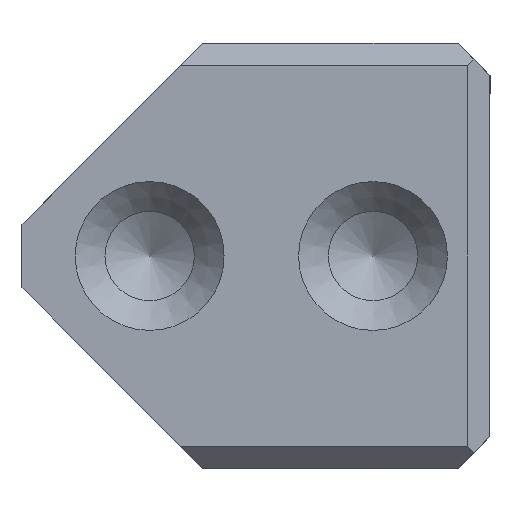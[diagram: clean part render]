
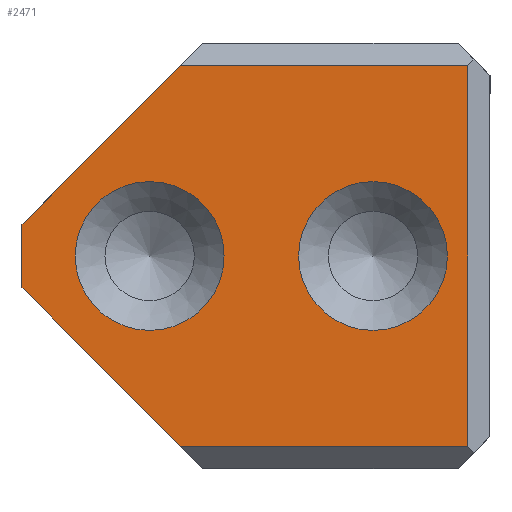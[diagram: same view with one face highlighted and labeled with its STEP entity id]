
A CAD part, left-side view. The second image highlights one B-rep face of the part: STEP entity #2471.
In plain terms, the highlighted planar face has unit normal (-1, 0, 0).
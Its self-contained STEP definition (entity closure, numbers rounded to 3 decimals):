
#2471=ADVANCED_FACE('',(#3381,#3382,#3383),#2848,.T.);
#2848=PLANE('',#8795);
#3091=CIRCLE('',#8793,3.5);
#3092=CIRCLE('',#8794,3.5);
#3381=FACE_BOUND('',#3574,.T.);
#3382=FACE_BOUND('',#3575,.T.);
#3383=FACE_BOUND('',#3576,.T.);
#3574=EDGE_LOOP('',(#4293));
#3575=EDGE_LOOP('',(#4294));
#3576=EDGE_LOOP('',(#4295,#4296,#4297,#4298,#4299,#4300));
#4293=ORIENTED_EDGE('',*,*,#6803,.T.);
#4294=ORIENTED_EDGE('',*,*,#6804,.T.);
#4295=ORIENTED_EDGE('',*,*,#6805,.T.);
#4296=ORIENTED_EDGE('',*,*,#6806,.T.);
#4297=ORIENTED_EDGE('',*,*,#6807,.T.);
#4298=ORIENTED_EDGE('',*,*,#6808,.F.);
#4299=ORIENTED_EDGE('',*,*,#6809,.T.);
#4300=ORIENTED_EDGE('',*,*,#6810,.T.);
#6157=VERTEX_POINT('',#11320);
#6158=VERTEX_POINT('',#11322);
#6159=VERTEX_POINT('',#11324);
#6160=VERTEX_POINT('',#11325);
#6161=VERTEX_POINT('',#11327);
#6162=VERTEX_POINT('',#11329);
#6163=VERTEX_POINT('',#11331);
#6164=VERTEX_POINT('',#11333);
#6803=EDGE_CURVE('',#6157,#6157,#3091,.T.);
#6804=EDGE_CURVE('',#6158,#6158,#3092,.T.);
#6805=EDGE_CURVE('',#6159,#6160,#7639,.T.);
#6806=EDGE_CURVE('',#6160,#6161,#7640,.T.);
#6807=EDGE_CURVE('',#6161,#6162,#7641,.T.);
#6808=EDGE_CURVE('',#6163,#6162,#7642,.T.);
#6809=EDGE_CURVE('',#6163,#6164,#7643,.T.);
#6810=EDGE_CURVE('',#6164,#6159,#7644,.T.);
#7639=LINE('',#11323,#8289);
#7640=LINE('',#11326,#8290);
#7641=LINE('',#11328,#8291);
#7642=LINE('',#11330,#8292);
#7643=LINE('',#11332,#8293);
#7644=LINE('',#11334,#8294);
#8289=VECTOR('',#9379,1.);
#8290=VECTOR('',#9380,1.);
#8291=VECTOR('',#9381,1.);
#8292=VECTOR('',#9382,1.);
#8293=VECTOR('',#9383,1.);
#8294=VECTOR('',#9384,1.);
#8793=AXIS2_PLACEMENT_3D('',#11319,#9375,#9376);
#8794=AXIS2_PLACEMENT_3D('',#11321,#9377,#9378);
#8795=AXIS2_PLACEMENT_3D('',#11335,#9385,#9386);
#9375=DIRECTION('',(1.,0.,0.));
#9376=DIRECTION('',(0.,0.,-1.));
#9377=DIRECTION('',(1.,0.,0.));
#9378=DIRECTION('',(0.,0.,-1.));
#9379=DIRECTION('',(0.,0.,1.));
#9380=DIRECTION('',(0.,1.,0.));
#9381=DIRECTION('',(0.,0.707,-0.707));
#9382=DIRECTION('',(0.,0.,1.));
#9383=DIRECTION('',(0.,-0.707,-0.707));
#9384=DIRECTION('',(0.,-1.,0.));
#9385=DIRECTION('',(-1.,0.,0.));
#9386=DIRECTION('',(0.,0.,-1.));
#11319=CARTESIAN_POINT('',(0.,16.,10.));
#11320=CARTESIAN_POINT('',(0.,16.,6.5));
#11321=CARTESIAN_POINT('',(0.,5.5,10.));
#11322=CARTESIAN_POINT('',(0.,5.5,6.5));
#11323=CARTESIAN_POINT('',(0.,1.05,0.));
#11324=CARTESIAN_POINT('',(0.,1.05,1.05));
#11325=CARTESIAN_POINT('',(0.,1.05,18.95));
#11326=CARTESIAN_POINT('',(0.,11.,18.95));
#11327=CARTESIAN_POINT('',(0.,14.55,18.95));
#11328=CARTESIAN_POINT('',(0.,22.25,11.25));
#11329=CARTESIAN_POINT('',(0.,22.,11.5));
#11330=CARTESIAN_POINT('',(0.,22.,0.));
#11331=CARTESIAN_POINT('',(0.,22.,8.5));
#11332=CARTESIAN_POINT('',(0.,12.25,-1.25));
#11333=CARTESIAN_POINT('',(0.,14.55,1.05));
#11334=CARTESIAN_POINT('',(0.,11.,1.05));
#11335=CARTESIAN_POINT('',(0.,11.,0.));
